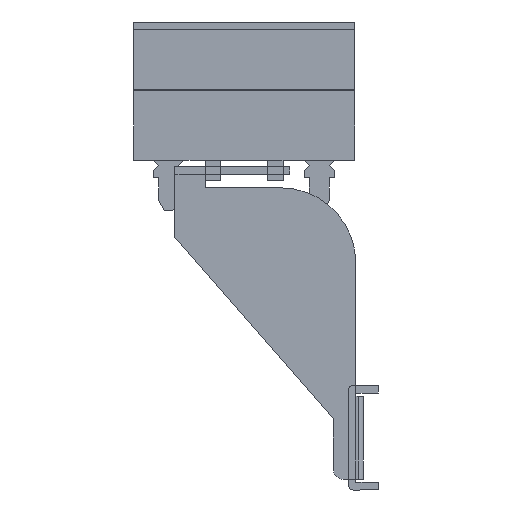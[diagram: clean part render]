
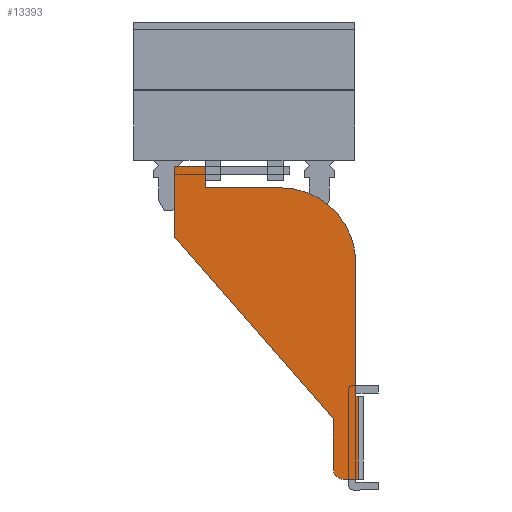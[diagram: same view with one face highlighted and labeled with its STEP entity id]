
A CAD part, left-side view. The second image highlights one B-rep face of the part: STEP entity #13393.
In plain terms, the highlighted planar face has unit normal (-1, 0, 0).
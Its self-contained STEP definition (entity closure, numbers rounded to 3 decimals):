
#808 = DIRECTION ( 'NONE',  ( 0., -1., 0. ) ) ;
#1065 = ORIENTED_EDGE ( 'NONE', *, *, #23975, .T. ) ;
#1098 = EDGE_CURVE ( 'NONE', #13403, #15043, #10153, .T. ) ;
#1943 = ORIENTED_EDGE ( 'NONE', *, *, #14902, .F. ) ;
#2232 = CARTESIAN_POINT ( 'NONE',  ( -222., 7.75, -31.5 ) ) ;
#2966 = LINE ( 'NONE', #13332, #20326 ) ;
#3010 = CARTESIAN_POINT ( 'NONE',  ( -222., -19.75, -87.5 ) ) ;
#3734 = VERTEX_POINT ( 'NONE', #23287 ) ;
#4047 = VERTEX_POINT ( 'NONE', #10925 ) ;
#4357 = EDGE_CURVE ( 'NONE', #15043, #4047, #15813, .T. ) ;
#4448 = CARTESIAN_POINT ( 'NONE',  ( -222., 13.75, -27.3 ) ) ;
#4518 = DIRECTION ( 'NONE',  ( 0., -0.656, -0.754 ) ) ;
#4784 = CARTESIAN_POINT ( 'NONE',  ( -222., 7.75, -27.3 ) ) ;
#4919 = VECTOR ( 'NONE', #20638, 1000. ) ;
#5294 = DIRECTION ( 'NONE',  ( 0., 0., -1. ) ) ;
#6306 = VERTEX_POINT ( 'NONE', #11056 ) ;
#7316 = CARTESIAN_POINT ( 'NONE',  ( -222., -22.25, -73. ) ) ;
#7531 = CIRCLE ( 'NONE', #17439, 15. ) ;
#7792 = DIRECTION ( 'NONE',  ( 0., 0., 1. ) ) ;
#8471 = CARTESIAN_POINT ( 'NONE',  ( -222., -22.25, -46.5 ) ) ;
#8965 = DIRECTION ( 'NONE',  ( -1., 0., 0. ) ) ;
#9063 = VECTOR ( 'NONE', #7792, 1000. ) ;
#9122 = VERTEX_POINT ( 'NONE', #15707 ) ;
#9227 = PLANE ( 'NONE',  #14429 ) ;
#10153 = LINE ( 'NONE', #18038, #27498 ) ;
#10897 = EDGE_CURVE ( 'NONE', #3734, #10926, #28158, .T. ) ;
#10909 = EDGE_CURVE ( 'NONE', #9122, #26112, #16113, .T. ) ;
#10925 = CARTESIAN_POINT ( 'NONE',  ( -222., -22.25, -46.5 ) ) ;
#10926 = VERTEX_POINT ( 'NONE', #25041 ) ;
#11056 = CARTESIAN_POINT ( 'NONE',  ( -222., -17.75, -87.5 ) ) ;
#11235 = VERTEX_POINT ( 'NONE', #23538 ) ;
#11799 = LINE ( 'NONE', #12154, #17097 ) ;
#12154 = CARTESIAN_POINT ( 'NONE',  ( -222., -22.25, -89.5 ) ) ;
#12666 = ORIENTED_EDGE ( 'NONE', *, *, #29151, .T. ) ;
#12954 = EDGE_CURVE ( 'NONE', #6306, #20033, #15826, .T. ) ;
#13010 = VERTEX_POINT ( 'NONE', #23638 ) ;
#13332 = CARTESIAN_POINT ( 'NONE',  ( -222., -22.75, -27.3 ) ) ;
#13393 = ADVANCED_FACE ( 'NONE', ( #26423 ), #9227, .T. ) ;
#13403 = VERTEX_POINT ( 'NONE', #18342 ) ;
#13787 = DIRECTION ( 'NONE',  ( 0., 0., -1. ) ) ;
#14199 = EDGE_CURVE ( 'NONE', #13010, #13403, #2966, .T. ) ;
#14250 = EDGE_LOOP ( 'NONE', ( #24554, #14512, #27147, #25560, #1065, #25753, #23911, #1943, #25605, #27930, #12666, #14267 ) ) ;
#14267 = ORIENTED_EDGE ( 'NONE', *, *, #12954, .T. ) ;
#14429 = AXIS2_PLACEMENT_3D ( 'NONE', #25094, #27358, #13787 ) ;
#14512 = ORIENTED_EDGE ( 'NONE', *, *, #14199, .T. ) ;
#14902 = EDGE_CURVE ( 'NONE', #11235, #17961, #28657, .T. ) ;
#15043 = VERTEX_POINT ( 'NONE', #7316 ) ;
#15545 = AXIS2_PLACEMENT_3D ( 'NONE', #3010, #18863, #5294 ) ;
#15602 = DIRECTION ( 'NONE',  ( 0., 0., 1. ) ) ;
#15669 = CARTESIAN_POINT ( 'NONE',  ( -222., 7.75, -27.3 ) ) ;
#15707 = CARTESIAN_POINT ( 'NONE',  ( -222., -7.25, -31.5 ) ) ;
#15813 = LINE ( 'NONE', #8471, #9063 ) ;
#15826 = CIRCLE ( 'NONE', #15545, 2. ) ;
#16113 = LINE ( 'NONE', #2232, #21425 ) ;
#16857 = CARTESIAN_POINT ( 'NONE',  ( -222., -19.75, -89.5 ) ) ;
#17097 = VECTOR ( 'NONE', #808, 1000. ) ;
#17287 = LINE ( 'NONE', #22691, #27921 ) ;
#17439 = AXIS2_PLACEMENT_3D ( 'NONE', #22556, #8965, #24841 ) ;
#17821 = LINE ( 'NONE', #19763, #29162 ) ;
#17961 = VERTEX_POINT ( 'NONE', #15669 ) ;
#18038 = CARTESIAN_POINT ( 'NONE',  ( -222., -23.75, -73. ) ) ;
#18342 = CARTESIAN_POINT ( 'NONE',  ( -222., -22.75, -73. ) ) ;
#18863 = DIRECTION ( 'NONE',  ( -1., 0., 0. ) ) ;
#19651 = CARTESIAN_POINT ( 'NONE',  ( -222., 7.75, -31.5 ) ) ;
#19763 = CARTESIAN_POINT ( 'NONE',  ( -222., 13.75, -27.3 ) ) ;
#19861 = DIRECTION ( 'NONE',  ( 0., 0., -1. ) ) ;
#20033 = VERTEX_POINT ( 'NONE', #16857 ) ;
#20326 = VECTOR ( 'NONE', #15602, 1000. ) ;
#20638 = DIRECTION ( 'NONE',  ( 0., 0., -1. ) ) ;
#20928 = EDGE_CURVE ( 'NONE', #11235, #3734, #17821, .T. ) ;
#21425 = VECTOR ( 'NONE', #27227, 1000. ) ;
#22130 = VECTOR ( 'NONE', #4518, 1000. ) ;
#22556 = CARTESIAN_POINT ( 'NONE',  ( -222., -7.25, -46.5 ) ) ;
#22568 = CARTESIAN_POINT ( 'NONE',  ( -222., -17.75, -77.5 ) ) ;
#22601 = DIRECTION ( 'NONE',  ( 0., -1., 0. ) ) ;
#22691 = CARTESIAN_POINT ( 'NONE',  ( -222., -17.75, -87.5 ) ) ;
#23287 = CARTESIAN_POINT ( 'NONE',  ( -222., 13.75, -41.3 ) ) ;
#23538 = CARTESIAN_POINT ( 'NONE',  ( -222., 13.75, -27.3 ) ) ;
#23638 = CARTESIAN_POINT ( 'NONE',  ( -222., -22.75, -89.5 ) ) ;
#23911 = ORIENTED_EDGE ( 'NONE', *, *, #26392, .F. ) ;
#23975 = EDGE_CURVE ( 'NONE', #4047, #9122, #7531, .T. ) ;
#24223 = EDGE_CURVE ( 'NONE', #20033, #13010, #11799, .T. ) ;
#24554 = ORIENTED_EDGE ( 'NONE', *, *, #24223, .T. ) ;
#24841 = DIRECTION ( 'NONE',  ( 0., 0., -1. ) ) ;
#24887 = DIRECTION ( 'NONE',  ( 0., 1., 0. ) ) ;
#24960 = DIRECTION ( 'NONE',  ( 0., 0., -1. ) ) ;
#25041 = CARTESIAN_POINT ( 'NONE',  ( -222., -17.75, -77.5 ) ) ;
#25094 = CARTESIAN_POINT ( 'NONE',  ( -222., 13.75, -27.3 ) ) ;
#25560 = ORIENTED_EDGE ( 'NONE', *, *, #4357, .T. ) ;
#25605 = ORIENTED_EDGE ( 'NONE', *, *, #20928, .T. ) ;
#25753 = ORIENTED_EDGE ( 'NONE', *, *, #10909, .T. ) ;
#26112 = VERTEX_POINT ( 'NONE', #19651 ) ;
#26392 = EDGE_CURVE ( 'NONE', #17961, #26112, #28317, .T. ) ;
#26423 = FACE_OUTER_BOUND ( 'NONE', #14250, .T. ) ;
#27147 = ORIENTED_EDGE ( 'NONE', *, *, #1098, .T. ) ;
#27227 = DIRECTION ( 'NONE',  ( 0., 1., 0. ) ) ;
#27358 = DIRECTION ( 'NONE',  ( -1., 0., 0. ) ) ;
#27498 = VECTOR ( 'NONE', #24887, 1000. ) ;
#27921 = VECTOR ( 'NONE', #24960, 1000. ) ;
#27930 = ORIENTED_EDGE ( 'NONE', *, *, #10897, .T. ) ;
#28158 = LINE ( 'NONE', #22568, #22130 ) ;
#28317 = LINE ( 'NONE', #4784, #4919 ) ;
#28657 = LINE ( 'NONE', #4448, #29372 ) ;
#29151 = EDGE_CURVE ( 'NONE', #10926, #6306, #17287, .T. ) ;
#29162 = VECTOR ( 'NONE', #19861, 1000. ) ;
#29372 = VECTOR ( 'NONE', #22601, 1000. ) ;
